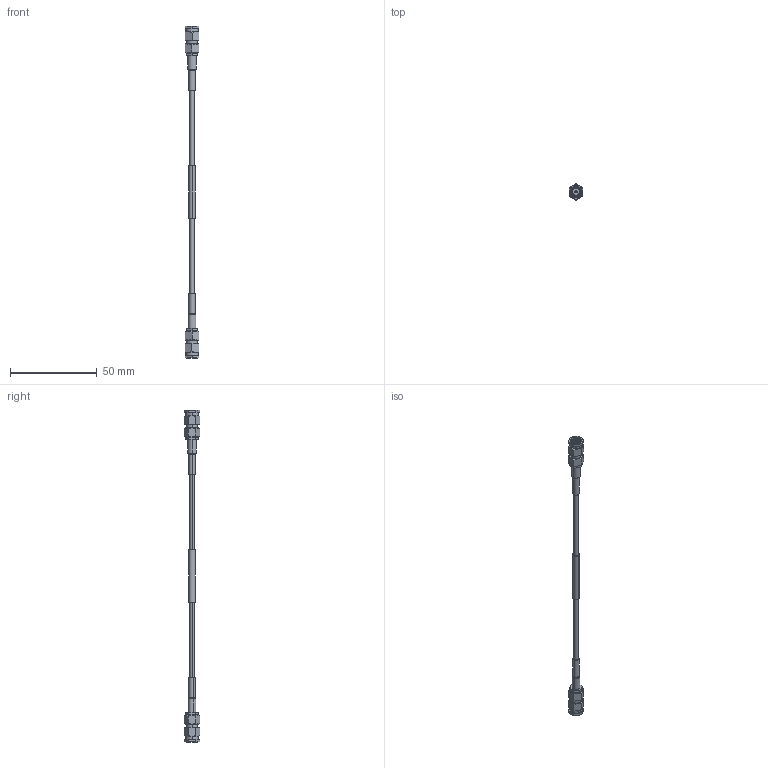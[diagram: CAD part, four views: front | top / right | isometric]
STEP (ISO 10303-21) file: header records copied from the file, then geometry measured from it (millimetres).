
FILE_DESCRIPTION (( 'STEP AP214' ), '1' );
FILE_NAME ('PE3M0090.STEP', '2019-05-06T23:23:10', ( '' ), ( '' ), 'SwSTEP 2.0', 'SolidWorks 2018', '' );
FILE_SCHEMA (( 'AUTOMOTIVE_DESIGN' ));
Length unit declared in the file: inch
Products named in the file (6): PE3M0090; PE3M0090-XXX; PE-Z207; PE-Z206; M39012-55-3026-00795; RG316/U
Assembly tree (6 placements, depth 2):
  PE3M0090
    RG316/U
    M39012-55-3026-00795  x2
    PE-Z206
    PE-Z207
    PE3M0090-XXX
Bounding box: 7.92 x 9.15 x 191.55 mm (x, y, z)
Volume: 2550.8 mm3; surface area: 5485.1 mm2
Topology: 6 solids, 6 shells, 344 faces, 772 edges, 492 vertices
Faces by surface type: cylinder 138, plane 112, cone 74, bspline 12, torus 8
Entity records: 6977 total; most frequent: CARTESIAN_POINT 2440, DIRECTION 922, ORIENTED_EDGE 850, EDGE_CURVE 425, AXIS2_PLACEMENT_3D 389, VERTEX_POINT 270, EDGE_LOOP 231, CIRCLE 194
